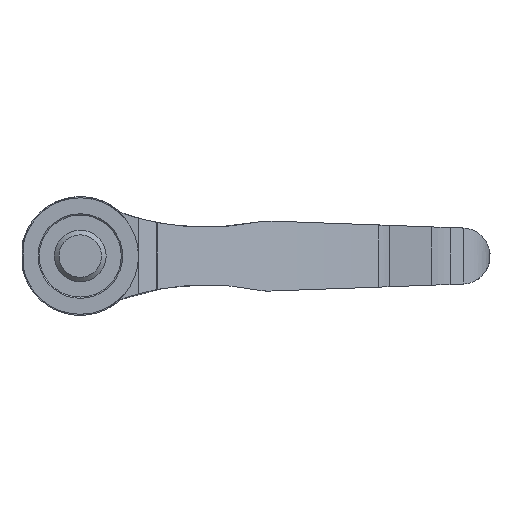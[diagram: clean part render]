
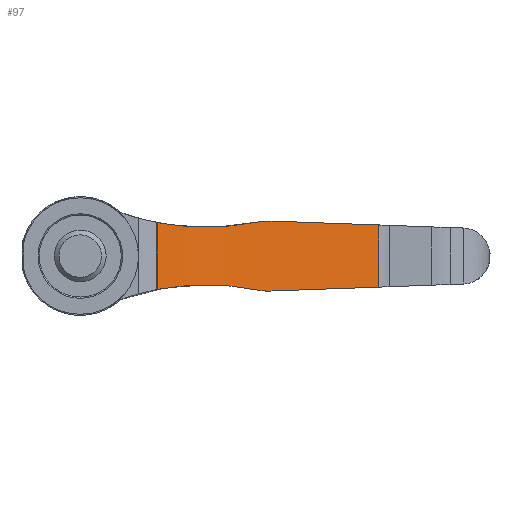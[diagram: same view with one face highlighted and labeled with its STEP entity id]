
A CAD part, front view. The second image highlights one B-rep face of the part: STEP entity #97.
In plain terms, the highlighted cylindrical face has radius 252.32 mm (diameter 504.64 mm), a partial arc.
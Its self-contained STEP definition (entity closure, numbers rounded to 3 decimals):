
#97 = ADVANCED_FACE( '', ( #241 ), #242, .F. );
#241 = FACE_OUTER_BOUND( '', #441, .T. );
#242 = CYLINDRICAL_SURFACE( '', #442, 252.32 );
#441 = EDGE_LOOP( '', ( #676, #677, #678, #679, #680, #681, #682, #683 ) );
#442 = AXIS2_PLACEMENT_3D( '', #684, #685, #686 );
#676 = ORIENTED_EDGE( '', *, *, #1163, .T. );
#677 = ORIENTED_EDGE( '', *, *, #1164, .F. );
#678 = ORIENTED_EDGE( '', *, *, #1152, .T. );
#679 = ORIENTED_EDGE( '', *, *, #1165, .T. );
#680 = ORIENTED_EDGE( '', *, *, #1166, .F. );
#681 = ORIENTED_EDGE( '', *, *, #1167, .T. );
#682 = ORIENTED_EDGE( '', *, *, #1168, .T. );
#683 = ORIENTED_EDGE( '', *, *, #1169, .F. );
#684 = CARTESIAN_POINT( '', ( 132.162, -195.671, 27.5 ) );
#685 = DIRECTION( '', ( 0., 0., 1. ) );
#686 = DIRECTION( '', ( -1., 0., 0. ) );
#1152 = EDGE_CURVE( '', #1372, #1373, #1374, .T. );
#1163 = EDGE_CURVE( '', #1389, #1390, #1391, .T. );
#1164 = EDGE_CURVE( '', #1372, #1390, #1392, .T. );
#1165 = EDGE_CURVE( '', #1373, #1393, #1394, .F. );
#1166 = EDGE_CURVE( '', #1395, #1393, #1396, .T. );
#1167 = EDGE_CURVE( '', #1395, #1397, #1398, .F. );
#1168 = EDGE_CURVE( '', #1397, #1399, #1400, .T. );
#1169 = EDGE_CURVE( '', #1389, #1399, #1401, .T. );
#1372 = VERTEX_POINT( '', #1844 );
#1373 = VERTEX_POINT( '', #1845 );
#1374 = B_SPLINE_CURVE_WITH_KNOTS( '', 3, ( #1846, #1847, #1848, #1849 ), .UNSPECIFIED., .F., .F., ( 4, 4 ), ( 0., 0.003 ), .UNSPECIFIED. );
#1389 = VERTEX_POINT( '', #1887 );
#1390 = VERTEX_POINT( '', #1888 );
#1391 = LINE( '', #1889, #1890 );
#1392 = B_SPLINE_CURVE_WITH_KNOTS( '', 3, ( #1891, #1892, #1893, #1894, #1895, #1896 ), .UNSPECIFIED., .F., .F., ( 4, 2, 4 ), ( 0., 0.013, 0.025 ), .UNSPECIFIED. );
#1393 = VERTEX_POINT( '', #1897 );
#1394 = ELLIPSE( '', #1898, 252.486, 252.32 );
#1395 = VERTEX_POINT( '', #1899 );
#1396 = LINE( '', #1900, #1901 );
#1397 = VERTEX_POINT( '', #1902 );
#1398 = ELLIPSE( '', #1903, 252.486, 252.32 );
#1399 = VERTEX_POINT( '', #1904 );
#1400 = B_SPLINE_CURVE_WITH_KNOTS( '', 3, ( #1905, #1906, #1907, #1908 ), .UNSPECIFIED., .F., .F., ( 4, 4 ), ( 0., 0.003 ), .UNSPECIFIED. );
#1401 = B_SPLINE_CURVE_WITH_KNOTS( '', 3, ( #1909, #1910, #1911, #1912, #1913, #1914 ), .UNSPECIFIED., .F., .F., ( 4, 2, 4 ), ( 0., 0.013, 0.025 ), .UNSPECIFIED. );
#1844 = CARTESIAN_POINT( '', ( 41.13, 39.656, -7.875 ) );
#1845 = CARTESIAN_POINT( '', ( 43.967, 40.734, -8.117 ) );
#1846 = CARTESIAN_POINT( '', ( 41.13, 39.656, -7.875 ) );
#1847 = CARTESIAN_POINT( '', ( 42.065, 40.017, -8.071 ) );
#1848 = CARTESIAN_POINT( '', ( 43.011, 40.377, -8.152 ) );
#1849 = CARTESIAN_POINT( '', ( 43.967, 40.734, -8.117 ) );
#1887 = CARTESIAN_POINT( '', ( 17.866, 29.278, 7.733 ) );
#1888 = CARTESIAN_POINT( '', ( 17.866, 29.278, -7.733 ) );
#1889 = CARTESIAN_POINT( '', ( 17.866, 29.278, 27.5 ) );
#1890 = VECTOR( '', #2349, 1000. );
#1891 = CARTESIAN_POINT( '', ( 41.13, 39.656, -7.875 ) );
#1892 = CARTESIAN_POINT( '', ( 37.17, 38.124, -7.043 ) );
#1893 = CARTESIAN_POINT( '', ( 33.25, 36.493, -6.645 ) );
#1894 = CARTESIAN_POINT( '', ( 25.496, 33.033, -6.616 ) );
#1895 = CARTESIAN_POINT( '', ( 21.66, 31.205, -6.984 ) );
#1896 = CARTESIAN_POINT( '', ( 17.866, 29.278, -7.733 ) );
#1897 = CARTESIAN_POINT( '', ( 69.134, 48.65, -7.203 ) );
#1898 = AXIS2_PLACEMENT_3D( '', #2350, #2351, #2352 );
#1899 = CARTESIAN_POINT( '', ( 69.134, 48.65, 7.203 ) );
#1900 = CARTESIAN_POINT( '', ( 69.134, 48.65, 27.5 ) );
#1901 = VECTOR( '', #2353, 1000. );
#1902 = CARTESIAN_POINT( '', ( 43.967, 40.734, 8.117 ) );
#1903 = AXIS2_PLACEMENT_3D( '', #2354, #2355, #2356 );
#1904 = CARTESIAN_POINT( '', ( 41.13, 39.656, 7.875 ) );
#1905 = CARTESIAN_POINT( '', ( 43.967, 40.734, 8.117 ) );
#1906 = CARTESIAN_POINT( '', ( 43.011, 40.377, 8.152 ) );
#1907 = CARTESIAN_POINT( '', ( 42.065, 40.017, 8.071 ) );
#1908 = CARTESIAN_POINT( '', ( 41.13, 39.656, 7.875 ) );
#1909 = CARTESIAN_POINT( '', ( 17.866, 29.278, 7.733 ) );
#1910 = CARTESIAN_POINT( '', ( 21.66, 31.205, 6.984 ) );
#1911 = CARTESIAN_POINT( '', ( 25.496, 33.033, 6.616 ) );
#1912 = CARTESIAN_POINT( '', ( 33.25, 36.493, 6.645 ) );
#1913 = CARTESIAN_POINT( '', ( 37.17, 38.124, 7.043 ) );
#1914 = CARTESIAN_POINT( '', ( 41.13, 39.656, 7.875 ) );
#2349 = DIRECTION( '', ( 0., 0., -1. ) );
#2350 = CARTESIAN_POINT( '', ( 132.162, -195.671, -4.914 ) );
#2351 = DIRECTION( '', ( -0.036, 0., 0.999 ) );
#2352 = DIRECTION( '', ( -0.999, 0., -0.036 ) );
#2353 = DIRECTION( '', ( 0., 0., -1. ) );
#2354 = CARTESIAN_POINT( '', ( 132.162, -195.671, 4.914 ) );
#2355 = DIRECTION( '', ( -0.036, 0., -0.999 ) );
#2356 = DIRECTION( '', ( 0.999, 0., -0.036 ) );
